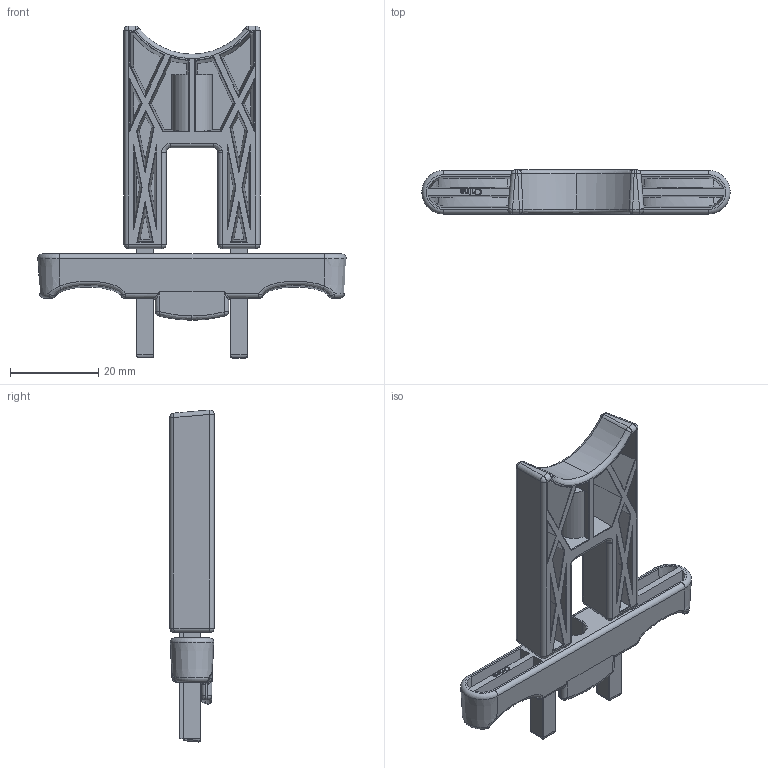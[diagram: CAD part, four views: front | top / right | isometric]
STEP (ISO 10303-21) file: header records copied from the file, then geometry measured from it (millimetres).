
FILE_DESCRIPTION (( 'STEP AP203' ), '1' );
FILE_NAME ('55-00096_revA1.STEP', '2018-04-18T18:19:44', ( '' ), ( '' ), 'SwSTEP 2.0', 'SolidWorks 2015', '' );
FILE_SCHEMA (( 'CONFIG_CONTROL_DESIGN' ));
Length unit declared in the file: millimetre
Products named in the file (3): Tool_Lower half; 55-00096_revA1; Tool_Upper half
Assembly tree (2 placements, depth 2):
  55-00096_revA1
    Tool_Lower half
    Tool_Upper half
Bounding box: 69.84 x 10 x 75.19 mm (x, y, z)
Volume: 12051.3 mm3; surface area: 12281.3 mm2
Topology: 2 solids, 2 shells, 650 faces, 1568 edges, 927 vertices
Faces by surface type: plane 251, cylinder 186, bspline 158, sphere 36, torus 13, cone 6
Entity records: 23367 total; most frequent: CARTESIAN_POINT 9703, ORIENTED_EDGE 3076, DIRECTION 2340, EDGE_CURVE 1538, VERTEX_POINT 927, VECTOR 830, LINE 830, AXIS2_PLACEMENT_3D 755
